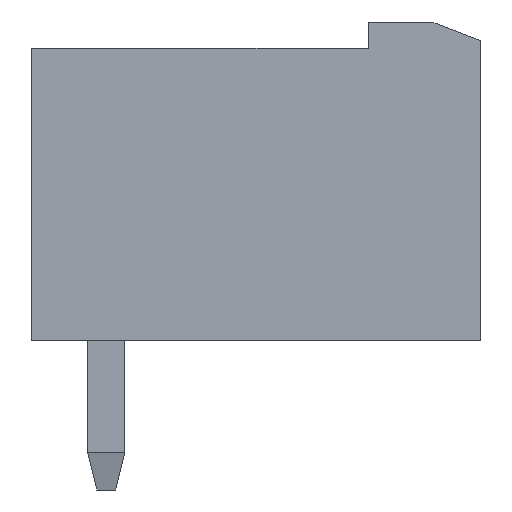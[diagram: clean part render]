
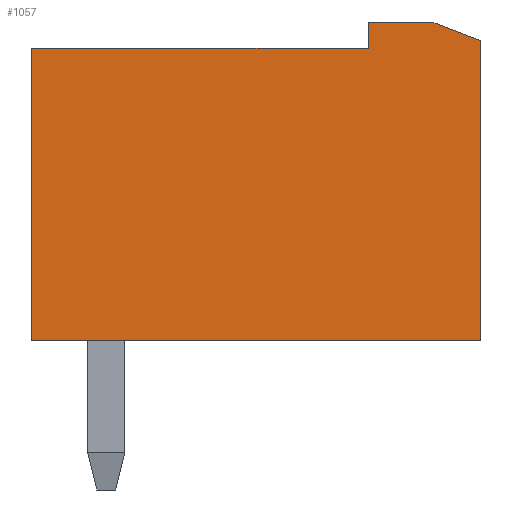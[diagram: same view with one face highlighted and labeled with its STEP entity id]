
A CAD part, left-side view. The second image highlights one B-rep face of the part: STEP entity #1057.
In plain terms, the highlighted planar face has unit normal (-1, 0, 0).
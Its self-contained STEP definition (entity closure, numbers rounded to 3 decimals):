
#1057 = ADVANCED_FACE('',(#1058),#1116,.T.);
#1058 = FACE_BOUND('',#1059,.T.);
#1059 = EDGE_LOOP('',(#1060,#1070,#1078,#1086,#1094,#1102,#1110));
#1060 = ORIENTED_EDGE('',*,*,#1061,.F.);
#1061 = EDGE_CURVE('',#1062,#1064,#1066,.T.);
#1062 = VERTEX_POINT('',#1063);
#1063 = CARTESIAN_POINT('',(-5.7,-9.95,7.94));
#1064 = VERTEX_POINT('',#1065);
#1065 = CARTESIAN_POINT('',(-5.7,-9.95,-0.06));
#1066 = LINE('',#1067,#1068);
#1067 = CARTESIAN_POINT('',(-5.7,-9.95,7.94));
#1068 = VECTOR('',#1069,1.);
#1069 = DIRECTION('',(0.,0.,-1.));
#1070 = ORIENTED_EDGE('',*,*,#1071,.T.);
#1071 = EDGE_CURVE('',#1062,#1072,#1074,.T.);
#1072 = VERTEX_POINT('',#1073);
#1073 = CARTESIAN_POINT('',(-5.7,-8.65,8.44));
#1074 = LINE('',#1075,#1076);
#1075 = CARTESIAN_POINT('',(-5.7,-9.95,7.94));
#1076 = VECTOR('',#1077,1.);
#1077 = DIRECTION('',(0.,0.933,0.359)
  );
#1078 = ORIENTED_EDGE('',*,*,#1079,.F.);
#1079 = EDGE_CURVE('',#1080,#1072,#1082,.T.);
#1080 = VERTEX_POINT('',#1081);
#1081 = CARTESIAN_POINT('',(-5.7,-6.95,8.44));
#1082 = LINE('',#1083,#1084);
#1083 = CARTESIAN_POINT('',(-5.7,-6.95,8.44));
#1084 = VECTOR('',#1085,1.);
#1085 = DIRECTION('',(0.,-1.,0.));
#1086 = ORIENTED_EDGE('',*,*,#1087,.T.);
#1087 = EDGE_CURVE('',#1080,#1088,#1090,.T.);
#1088 = VERTEX_POINT('',#1089);
#1089 = CARTESIAN_POINT('',(-5.7,-6.95,7.74));
#1090 = LINE('',#1091,#1092);
#1091 = CARTESIAN_POINT('',(-5.7,-6.95,8.44));
#1092 = VECTOR('',#1093,1.);
#1093 = DIRECTION('',(0.,0.,-1.));
#1094 = ORIENTED_EDGE('',*,*,#1095,.T.);
#1095 = EDGE_CURVE('',#1088,#1096,#1098,.T.);
#1096 = VERTEX_POINT('',#1097);
#1097 = CARTESIAN_POINT('',(-5.7,2.05,7.74));
#1098 = LINE('',#1099,#1100);
#1099 = CARTESIAN_POINT('',(-5.7,-6.95,7.74));
#1100 = VECTOR('',#1101,1.);
#1101 = DIRECTION('',(0.,1.,0.));
#1102 = ORIENTED_EDGE('',*,*,#1103,.F.);
#1103 = EDGE_CURVE('',#1104,#1096,#1106,.T.);
#1104 = VERTEX_POINT('',#1105);
#1105 = CARTESIAN_POINT('',(-5.7,2.05,-0.06));
#1106 = LINE('',#1107,#1108);
#1107 = CARTESIAN_POINT('',(-5.7,2.05,-0.06));
#1108 = VECTOR('',#1109,1.);
#1109 = DIRECTION('',(0.,0.,1.));
#1110 = ORIENTED_EDGE('',*,*,#1111,.F.);
#1111 = EDGE_CURVE('',#1064,#1104,#1112,.T.);
#1112 = LINE('',#1113,#1114);
#1113 = CARTESIAN_POINT('',(-5.7,-9.95,-0.06));
#1114 = VECTOR('',#1115,1.);
#1115 = DIRECTION('',(0.,1.,0.));
#1116 = PLANE('',#1117);
#1117 = AXIS2_PLACEMENT_3D('',#1118,#1119,#1120);
#1118 = CARTESIAN_POINT('',(-5.7,4.339,-6.21));
#1119 = DIRECTION('',(-1.,0.,0.));
#1120 = DIRECTION('',(0.,-1.,0.));
